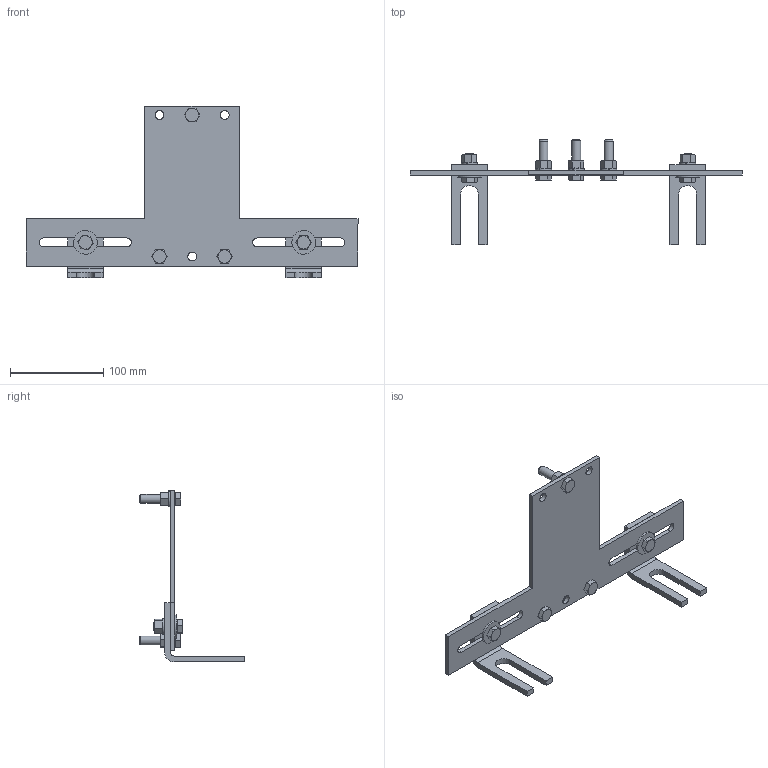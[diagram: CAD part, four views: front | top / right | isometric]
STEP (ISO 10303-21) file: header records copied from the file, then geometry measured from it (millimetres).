
FILE_DESCRIPTION(/* description */ ('Mounting bracket assembly.'),/* implementation_level */ '2;1');
FILE_NAME(/* name */ 'RS-30.stp',/* time_stamp */ '2020-12-07T11:14:04-05:00',/* author */ ('luke'),/* organization */ ('CCC'),/* preprocessor_version */ 'ST-DEVELOPER v18',/* originating_system */ 'Autodesk Inventor 2020',/* authorisation */ '');
FILE_SCHEMA (('AUTOMOTIVE_DESIGN { 1 0 10303 214 3 1 1 }'));
Length unit declared in the file: inch
Products named in the file (8): RS-30; 20170088; 20170054; 22011201; 22013102; 22013501; 22014201; 22011202
Assembly tree (20 placements, depth 2):
  RS-30
    20170088
    20170054  x2
    22011201  x2
    22013102  x2
    22013501  x5
    22014201  x5
    22011202  x3
Bounding box: 356 x 112.71 x 184.34 mm (x, y, z)
Volume: 211333.7 mm3; surface area: 103785 mm2
Topology: 20 solids, 20 shells, 307 faces, 710 edges, 453 vertices
Faces by surface type: plane 150, cone 105, cylinder 47, torus 5
Full cylindrical faces by diameter (mm): 7.798 x5, 9.525 x11, 10.317 x2, 11.125 x2, 12.859 x5, 25.4 x2
Entity records: 3760 total; most frequent: CARTESIAN_POINT 698, DIRECTION 614, ORIENTED_EDGE 556, EDGE_CURVE 278, AXIS2_PLACEMENT_3D 244, VERTEX_POINT 184, EDGE_LOOP 138, LINE 126
